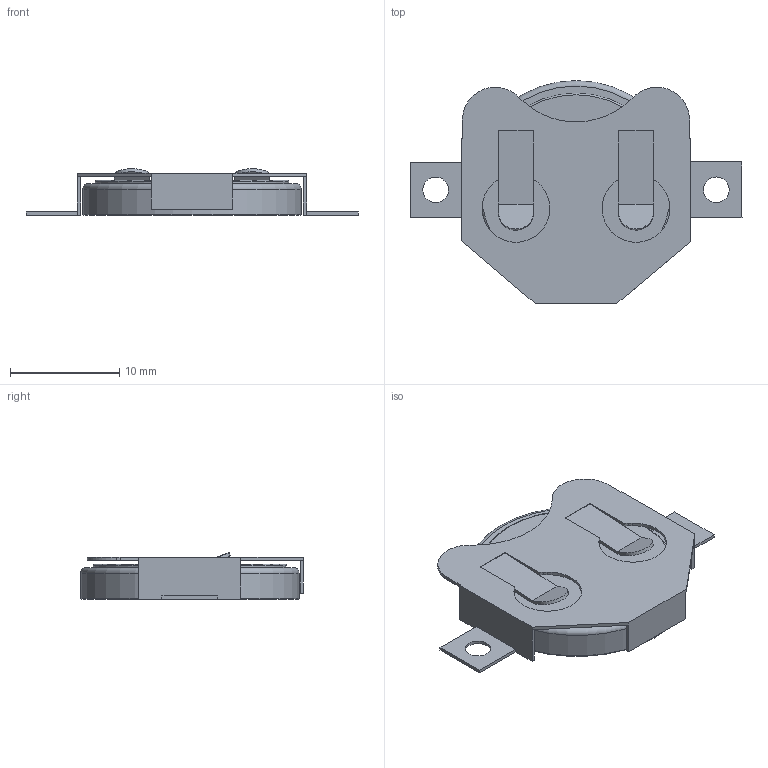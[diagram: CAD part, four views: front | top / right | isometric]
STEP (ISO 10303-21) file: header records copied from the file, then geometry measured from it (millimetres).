
FILE_DESCRIPTION(/* description */ (''),/* implementation_level */ '2;1');
FILE_NAME(/* name */ 'Battery Holder - CR2032 - With Battery - Multicomp MP000357 v7.step',/* time_stamp */ '2022-10-02T11:05:18+01:00',/* author */ (''),/* organization */ (''),/* preprocessor_version */ 'ST-DEVELOPER v19',/* originating_system */ 'Autodesk Translation Framework v11.7.0.108',/* authorisation */ '');
FILE_SCHEMA (('AUTOMOTIVE_DESIGN { 1 0 10303 214 3 1 1 }'));
Length unit declared in the file: millimetre
Products named in the file (4): Battery Holder - CR2032 - With Battery - Multicomp MP000357; Battery Holder; Battery Pins; Battery - CR2032
Assembly tree (3 placements, depth 3):
  Battery Holder - CR2032 - With Battery - Multicomp MP000357
    Battery Holder
      Battery Pins
      Battery - CR2032
Bounding box: 30.4 x 20.4 x 4.26 mm (x, y, z)
Volume: 1113 mm3; surface area: 1762 mm2
Topology: 4 solids, 4 shells, 88 faces, 232 edges, 153 vertices
Faces by surface type: plane 72, bspline 7, cylinder 6, torus 3
Full cylindrical faces by diameter (mm): 2.35 x2, 17.7 x1, 20 x1
Entity records: 3108 total; most frequent: CARTESIAN_POINT 835, ORIENTED_EDGE 464, DIRECTION 412, EDGE_CURVE 232, LINE 200, VECTOR 200, VERTEX_POINT 153, AXIS2_PLACEMENT_3D 106
